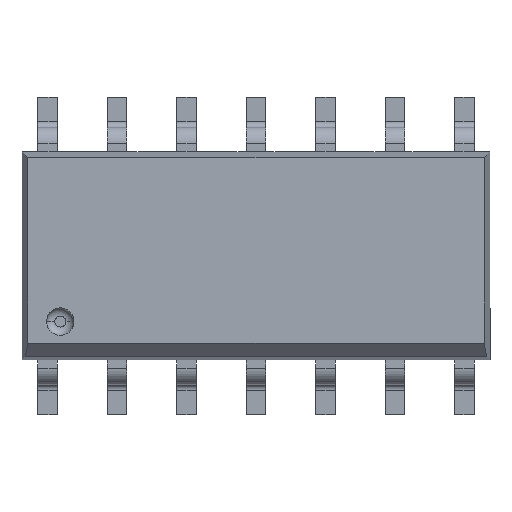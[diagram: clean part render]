
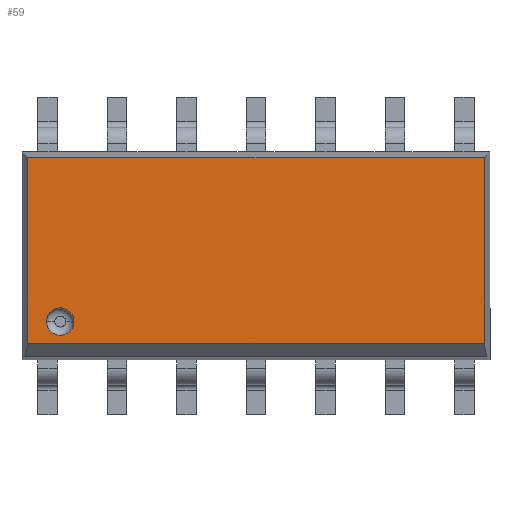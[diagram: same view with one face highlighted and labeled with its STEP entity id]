
A CAD part, top view. The second image highlights one B-rep face of the part: STEP entity #59.
In plain terms, the highlighted planar face has unit normal (0, 0, 1).
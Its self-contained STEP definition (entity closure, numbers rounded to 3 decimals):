
#39 = ORIENTED_EDGE ( 'NONE', *, *, #4896, .F. ) ;
#40 = ORIENTED_EDGE ( 'NONE', *, *, #42, .T. ) ;
#41 = VERTEX_POINT ( 'NONE', #5824 ) ;
#42 = EDGE_CURVE ( 'NONE', #7119, #41, #5823, .T. ) ;
#43 = EDGE_CURVE ( 'NONE', #44, #7119, #5819, .T. ) ;
#44 = VERTEX_POINT ( 'NONE', #5815 ) ;
#55 = EDGE_LOOP ( 'NONE', ( #7117, #7115, #40, #3727 ) ) ;
#59 = ADVANCED_FACE ( 'NONE', ( #5849, #5848 ), #5834, .F. ) ;
#60 = EDGE_CURVE ( 'NONE', #4892, #4891, #5885, .T. ) ;
#61 = ORIENTED_EDGE ( 'NONE', *, *, #60, .F. ) ;
#1741 = DIRECTION ( 'NONE',  ( 1., 0., 0. ) ) ;
#1742 = DIRECTION ( 'NONE',  ( 0., 0., 1. ) ) ;
#1743 = CARTESIAN_POINT ( 'NONE',  ( -3.575, -1.2, 1.75 ) ) ;
#1744 = AXIS2_PLACEMENT_3D ( 'NONE', #1743, #1742, #1741 ) ;
#1745 = CIRCLE ( 'NONE', #1744, 0.25 ) ;
#1750 = CARTESIAN_POINT ( 'NONE',  ( -3.325, -1.2, 1.75 ) ) ;
#1751 = CARTESIAN_POINT ( 'NONE',  ( -3.825, -1.2, 1.75 ) ) ;
#3252 = CARTESIAN_POINT ( 'NONE',  ( 4.169, 1.794, 1.75 ) ) ;
#3257 = DIRECTION ( 'NONE',  ( 1., 0., 0. ) ) ;
#3258 = VECTOR ( 'NONE', #3257, 1000. ) ;
#3259 = CARTESIAN_POINT ( 'NONE',  ( 4.275, -1.594, 1.75 ) ) ;
#3264 = LINE ( 'NONE', #3259, #3258 ) ;
#3724 = VERTEX_POINT ( 'NONE', #6928 ) ;
#3727 = ORIENTED_EDGE ( 'NONE', *, *, #3728, .T. ) ;
#3728 = EDGE_CURVE ( 'NONE', #41, #3724, #6923, .T. ) ;
#4891 = VERTEX_POINT ( 'NONE', #1751 ) ;
#4892 = VERTEX_POINT ( 'NONE', #1750 ) ;
#4896 = EDGE_CURVE ( 'NONE', #4891, #4892, #1745, .T. ) ;
#5815 = CARTESIAN_POINT ( 'NONE',  ( 4.169, -1.594, 1.75 ) ) ;
#5816 = DIRECTION ( 'NONE',  ( 0., 1., 0. ) ) ;
#5817 = VECTOR ( 'NONE', #5816, 1000. ) ;
#5818 = CARTESIAN_POINT ( 'NONE',  ( 4.169, 1.9, 1.75 ) ) ;
#5819 = LINE ( 'NONE', #5818, #5817 ) ;
#5820 = DIRECTION ( 'NONE',  ( -1., 0., 0. ) ) ;
#5821 = VECTOR ( 'NONE', #5820, 1000. ) ;
#5822 = CARTESIAN_POINT ( 'NONE',  ( 0., 1.794, 1.75 ) ) ;
#5823 = LINE ( 'NONE', #5822, #5821 ) ;
#5824 = CARTESIAN_POINT ( 'NONE',  ( -4.169, 1.794, 1.75 ) ) ;
#5833 = AXIS2_PLACEMENT_3D ( 'NONE', #5888, #5887, #5886 ) ;
#5834 = PLANE ( 'NONE',  #5833 ) ;
#5848 = FACE_OUTER_BOUND ( 'NONE', #55, .T. ) ;
#5849 = FACE_BOUND ( 'NONE', #7124, .T. ) ;
#5882 = DIRECTION ( 'NONE',  ( 1., 0., 0. ) ) ;
#5883 = DIRECTION ( 'NONE',  ( 0., 0., 1. ) ) ;
#5884 = AXIS2_PLACEMENT_3D ( 'NONE', #5889, #5883, #5882 ) ;
#5885 = CIRCLE ( 'NONE', #5884, 0.25 ) ;
#5886 = DIRECTION ( 'NONE',  ( -1., 0., 0. ) ) ;
#5887 = DIRECTION ( 'NONE',  ( 0., 0., -1. ) ) ;
#5888 = CARTESIAN_POINT ( 'NONE',  ( 0., 1.9, 1.75 ) ) ;
#5889 = CARTESIAN_POINT ( 'NONE',  ( -3.575, -1.2, 1.75 ) ) ;
#6920 = DIRECTION ( 'NONE',  ( 0., -1., 0. ) ) ;
#6921 = VECTOR ( 'NONE', #6920, 1000. ) ;
#6922 = CARTESIAN_POINT ( 'NONE',  ( -4.169, -1.594, 1.75 ) ) ;
#6923 = LINE ( 'NONE', #6922, #6921 ) ;
#6928 = CARTESIAN_POINT ( 'NONE',  ( -4.169, -1.594, 1.75 ) ) ;
#7115 = ORIENTED_EDGE ( 'NONE', *, *, #43, .T. ) ;
#7116 = EDGE_CURVE ( 'NONE', #3724, #44, #3264, .T. ) ;
#7117 = ORIENTED_EDGE ( 'NONE', *, *, #7116, .T. ) ;
#7119 = VERTEX_POINT ( 'NONE', #3252 ) ;
#7124 = EDGE_LOOP ( 'NONE', ( #61, #39 ) ) ;
